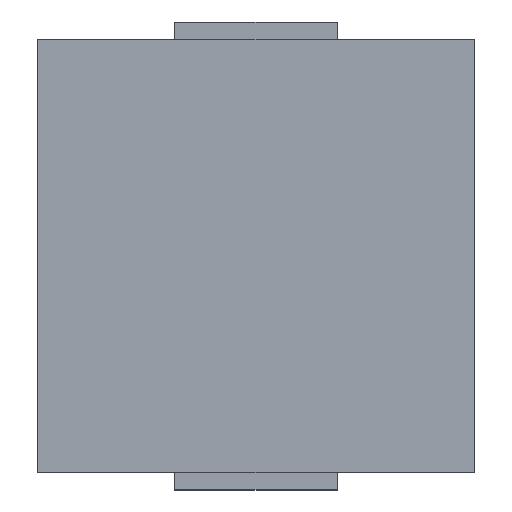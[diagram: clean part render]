
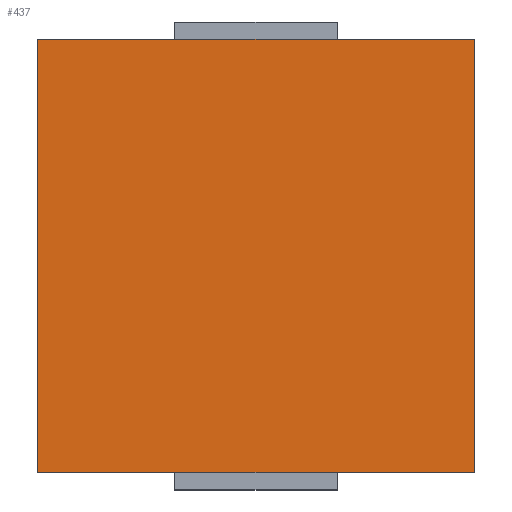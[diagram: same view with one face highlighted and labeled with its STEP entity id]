
A CAD part, top view. The second image highlights one B-rep face of the part: STEP entity #437.
In plain terms, the highlighted planar face has unit normal (0, 0, 1).
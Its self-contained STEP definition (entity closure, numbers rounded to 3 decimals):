
#19=FACE_OUTER_BOUND('',#45,.T.);
#45=EDGE_LOOP('',(#291,#292,#293,#294));
#71=LINE('',#623,#131);
#72=LINE('',#625,#132);
#73=LINE('',#627,#133);
#74=LINE('',#628,#134);
#131=VECTOR('',#509,10.);
#132=VECTOR('',#510,10.);
#133=VECTOR('',#511,10.);
#134=VECTOR('',#512,10.);
#191=VERTEX_POINT('',#621);
#192=VERTEX_POINT('',#622);
#193=VERTEX_POINT('',#624);
#194=VERTEX_POINT('',#626);
#231=EDGE_CURVE('',#191,#192,#71,.T.);
#232=EDGE_CURVE('',#192,#193,#72,.T.);
#233=EDGE_CURVE('',#193,#194,#73,.T.);
#234=EDGE_CURVE('',#194,#191,#74,.T.);
#291=ORIENTED_EDGE('',*,*,#231,.T.);
#292=ORIENTED_EDGE('',*,*,#232,.T.);
#293=ORIENTED_EDGE('',*,*,#233,.T.);
#294=ORIENTED_EDGE('',*,*,#234,.T.);
#411=PLANE('',#479);
#437=ADVANCED_FACE('',(#19),#411,.T.);
#479=AXIS2_PLACEMENT_3D('',#620,#507,#508);
#507=DIRECTION('center_axis',(0.,0.,1.));
#508=DIRECTION('ref_axis',(1.,0.,0.));
#509=DIRECTION('',(-1.,0.,0.));
#510=DIRECTION('',(0.,-1.,0.));
#511=DIRECTION('',(1.,0.,0.));
#512=DIRECTION('',(0.,1.,0.));
#620=CARTESIAN_POINT('Origin',(-10.7,6.75,6.7));
#621=CARTESIAN_POINT('',(-4.4,13.,6.7));
#622=CARTESIAN_POINT('',(-17.,13.,6.7));
#623=CARTESIAN_POINT('',(-7.55,13.,6.7));
#624=CARTESIAN_POINT('',(-17.,0.5,6.7));
#625=CARTESIAN_POINT('',(-17.,13.5,6.7));
#626=CARTESIAN_POINT('',(-4.4,0.5,6.7));
#627=CARTESIAN_POINT('',(-13.85,0.5,6.7));
#628=CARTESIAN_POINT('',(-4.4,0.,6.7));
